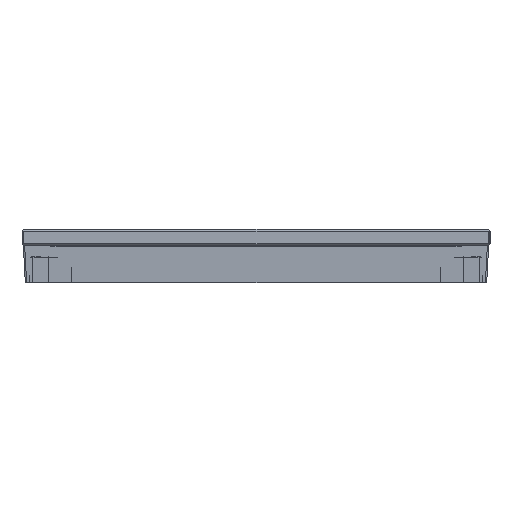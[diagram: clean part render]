
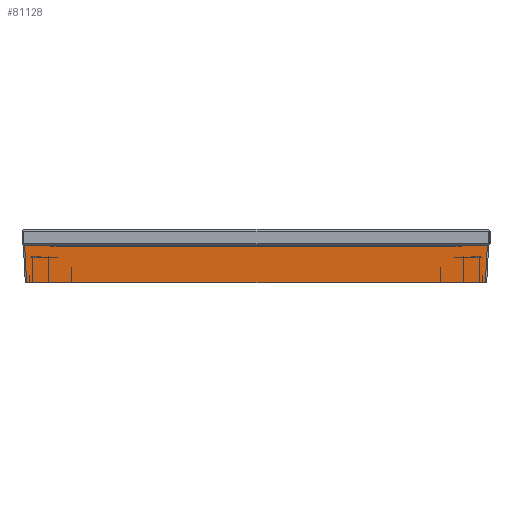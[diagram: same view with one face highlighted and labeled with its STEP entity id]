
A CAD part, left-side view. The second image highlights one B-rep face of the part: STEP entity #81128.
In plain terms, the highlighted face is planar.
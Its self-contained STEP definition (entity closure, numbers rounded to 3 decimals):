
#254=CARTESIAN_POINT('',(-43.383,0.,43.133));
#303=CARTESIAN_POINT('',(-43.383,0.,-43.133));
#314=DIRECTION('',(0.,0.,1.));
#315=VECTOR('',#314,86.267);
#316=CARTESIAN_POINT('',(-43.383,0.,-43.133));
#317=LINE('15553',#316,#315);
#349=DIRECTION('',(0.052,-0.997,-0.052));
#350=VECTOR('',#349,7.019);
#351=CARTESIAN_POINT('',(-43.75,7.,43.5));
#352=LINE('15535',#351,#350);
#356=DIRECTION('',(0.052,-0.997,0.052));
#357=VECTOR('',#356,7.019);
#358=CARTESIAN_POINT('',(-43.75,7.,-43.5));
#359=LINE('15549',#358,#357);
#416=DIRECTION('',(0.,0.,1.));
#417=VECTOR('',#416,87.001);
#418=CARTESIAN_POINT('',(-43.75,7.,-43.5));
#419=LINE('15557',#418,#417);
#429=CARTESIAN_POINT('',(-43.75,7.,-43.5));
#72734=VERTEX_POINT('',#254);
#72735=CARTESIAN_POINT('',(-43.75,7.,43.5));
#72736=VERTEX_POINT('',#72735);
#72748=VERTEX_POINT('',#303);
#72752=VERTEX_POINT('',#429);
#81115=CARTESIAN_POINT('',(-43.75,7.,-44.87));
#81116=DIRECTION('',(-0.999,-0.052,0.));
#81117=DIRECTION('',(0.,0.,1.));
#81118=AXIS2_PLACEMENT_3D('',#81115,#81116,#81117);
#81119=PLANE('15529',#81118);
#81120=ORIENTED_EDGE('15535',*,*,#81099,.T.);
#81121=ORIENTED_EDGE('15553',*,*,#81063,.F.);
#81123=ORIENTED_EDGE('15549',*,*,#81122,.F.);
#81125=ORIENTED_EDGE('15557',*,*,#81124,.T.);
#81126=EDGE_LOOP('15529',(#81120,#81121,#81123,#81125));
#81127=FACE_OUTER_BOUND('15529',#81126,.F.);
#81128=ADVANCED_FACE('15529',(#81127),#81119,.T.);
#81063=EDGE_CURVE('15553',#72748,#72734,#317,.T.);
#81099=EDGE_CURVE('15535',#72736,#72734,#352,.T.);
#81122=EDGE_CURVE('15549',#72752,#72748,#359,.T.);
#81124=EDGE_CURVE('15557',#72752,#72736,#419,.T.);
